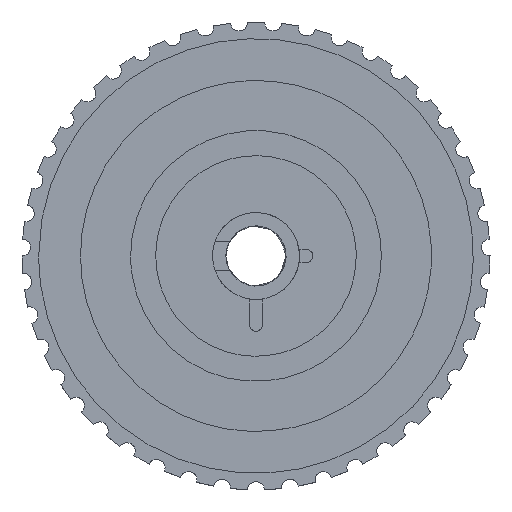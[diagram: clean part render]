
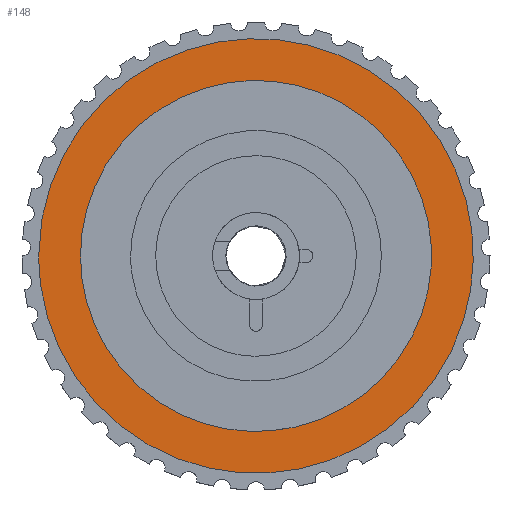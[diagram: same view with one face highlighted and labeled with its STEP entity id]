
A CAD part, top view. The second image highlights one B-rep face of the part: STEP entity #148.
In plain terms, the highlighted planar face has unit normal (0, 0, 1).
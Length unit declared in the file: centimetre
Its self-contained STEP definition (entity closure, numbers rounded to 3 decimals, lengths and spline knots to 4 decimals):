
#37=FACE_BOUND('',#1135,.T.);
#148=ADVANCED_FACE('',(#640,#37),#8220,.T.);
#640=FACE_OUTER_BOUND('',#1134,.T.);
#1134=EDGE_LOOP('',(#2113));
#1135=EDGE_LOOP('',(#2114));
#2113=ORIENTED_EDGE('',*,*,#4691,.F.);
#2114=ORIENTED_EDGE('',*,*,#4694,.F.);
#4691=EDGE_CURVE('',#7457,#7457,#6926,.T.);
#4694=EDGE_CURVE('',#7458,#7458,#6929,.T.);
#6926=(
BOUNDED_CURVE()
B_SPLINE_CURVE(2,(#11116,#11117,#11118,#11119,#11120,#11121,#11122,#11123,
#11124),.UNSPECIFIED.,.T.,.F.)
B_SPLINE_CURVE_WITH_KNOTS((3,2,2,2,3),(-163.3628,-122.5221,
-81.6814,-40.8407,0.),.UNSPECIFIED.)
CURVE()
GEOMETRIC_REPRESENTATION_ITEM()
RATIONAL_B_SPLINE_CURVE((1.,0.707,1.,0.707,1.,0.707,
1.,0.707,1.))
REPRESENTATION_ITEM('')
);
#6929=(
BOUNDED_CURVE()
B_SPLINE_CURVE(2,(#11136,#11137,#11138,#11139,#11140,#11141,#11142,#11143,
#11144),.UNSPECIFIED.,.T.,.F.)
B_SPLINE_CURVE_WITH_KNOTS((3,2,2,2,3),(0.,32.9867,65.9734,
98.9602,131.9469),.UNSPECIFIED.)
CURVE()
GEOMETRIC_REPRESENTATION_ITEM()
RATIONAL_B_SPLINE_CURVE((1.,0.707,1.,0.707,1.,0.707,
1.,0.707,1.))
REPRESENTATION_ITEM('')
);
#7457=VERTEX_POINT('',#10137);
#7458=VERTEX_POINT('',#10138);
#8220=PLANE('',#8687);
#8687=AXIS2_PLACEMENT_3D('',#9941,#8847,$);
#8847=DIRECTION('',(0.,0.,1.));
#9941=CARTESIAN_POINT('',(-32.5,50.5,1.2));
#10137=CARTESIAN_POINT('',(-26.,18.,1.2));
#10138=CARTESIAN_POINT('',(-21.,18.,1.2));
#11116=CARTESIAN_POINT('',(-26.,18.,1.2));
#11117=CARTESIAN_POINT('',(-26.,44.,1.2));
#11118=CARTESIAN_POINT('',(0.,44.,1.2));
#11119=CARTESIAN_POINT('',(26.,44.,1.2));
#11120=CARTESIAN_POINT('',(26.,18.,1.2));
#11121=CARTESIAN_POINT('',(26.,-8.,1.2));
#11122=CARTESIAN_POINT('',(0.,-8.,1.2));
#11123=CARTESIAN_POINT('',(-26.,-8.,1.2));
#11124=CARTESIAN_POINT('',(-26.,18.,1.2));
#11136=CARTESIAN_POINT('',(-21.,18.,1.2));
#11137=CARTESIAN_POINT('',(-21.,-3.,1.2));
#11138=CARTESIAN_POINT('',(0.,-3.,1.2));
#11139=CARTESIAN_POINT('',(21.,-3.,1.2));
#11140=CARTESIAN_POINT('',(21.,18.,1.2));
#11141=CARTESIAN_POINT('',(21.,39.,1.2));
#11142=CARTESIAN_POINT('',(0.,39.,1.2));
#11143=CARTESIAN_POINT('',(-21.,39.,1.2));
#11144=CARTESIAN_POINT('',(-21.,18.,1.2));
